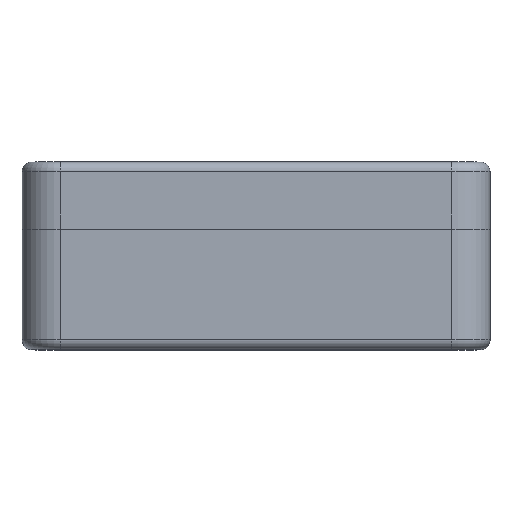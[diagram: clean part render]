
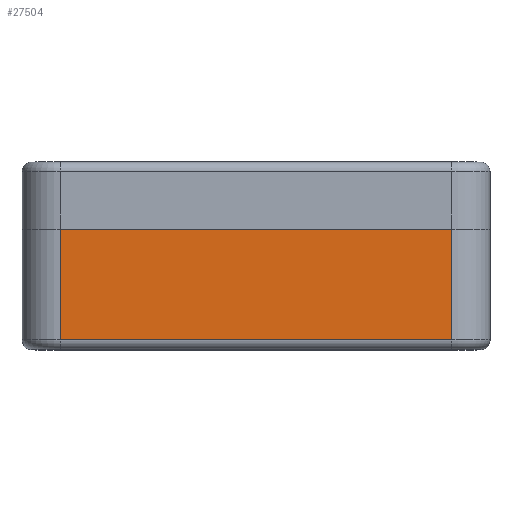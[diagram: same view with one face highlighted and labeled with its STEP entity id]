
A CAD part, top view. The second image highlights one B-rep face of the part: STEP entity #27504.
In plain terms, the highlighted planar face has unit normal (0, 0, 1).
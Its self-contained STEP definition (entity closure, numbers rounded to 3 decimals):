
#650=PLANE('',#29777);
#2728=FACE_OUTER_BOUND('',#4411,.T.);
#4411=EDGE_LOOP('',(#20581,#20582,#20583,#20584));
#6171=LINE('',#46499,#8284);
#6183=LINE('',#46550,#8296);
#6184=LINE('',#46554,#8297);
#6185=LINE('',#46555,#8298);
#8284=VECTOR('',#33982,10.);
#8296=VECTOR('',#34040,10.);
#8297=VECTOR('',#34045,10.);
#8298=VECTOR('',#34046,10.);
#12034=VERTEX_POINT('',#46495);
#12035=VERTEX_POINT('',#46497);
#12051=VERTEX_POINT('',#46549);
#12052=VERTEX_POINT('',#46553);
#15200=EDGE_CURVE('',#12035,#12034,#6171,.T.);
#15225=EDGE_CURVE('',#12034,#12051,#6183,.T.);
#15227=EDGE_CURVE('',#12052,#12035,#6184,.T.);
#15228=EDGE_CURVE('',#12051,#12052,#6185,.F.);
#20581=ORIENTED_EDGE('',*,*,#15200,.F.);
#20582=ORIENTED_EDGE('',*,*,#15227,.F.);
#20583=ORIENTED_EDGE('',*,*,#15228,.F.);
#20584=ORIENTED_EDGE('',*,*,#15225,.F.);
#27504=ADVANCED_FACE('',(#2728),#650,.T.);
#29777=AXIS2_PLACEMENT_3D('',#46552,#34043,#34044);
#33982=DIRECTION('',(-1.,0.,0.));
#34040=DIRECTION('',(0.,1.,0.));
#34043=DIRECTION('center_axis',(0.,0.,1.));
#34044=DIRECTION('ref_axis',(1.,0.,0.));
#34045=DIRECTION('',(0.,-1.,0.));
#34046=DIRECTION('',(-1.,0.,0.));
#46495=CARTESIAN_POINT('',(-39.255,6.5,59.99));
#46497=CARTESIAN_POINT('',(42.255,6.5,59.99));
#46499=CARTESIAN_POINT('',(-25.128,6.5,59.99));
#46549=CARTESIAN_POINT('',(-39.255,29.5,59.99));
#46550=CARTESIAN_POINT('',(-39.255,7.5,59.99));
#46552=CARTESIAN_POINT('Origin',(-50.255,7.5,59.99));
#46553=CARTESIAN_POINT('',(42.255,29.5,59.99));
#46554=CARTESIAN_POINT('',(42.255,7.5,59.99));
#46555=CARTESIAN_POINT('',(-25.128,29.5,59.99));
